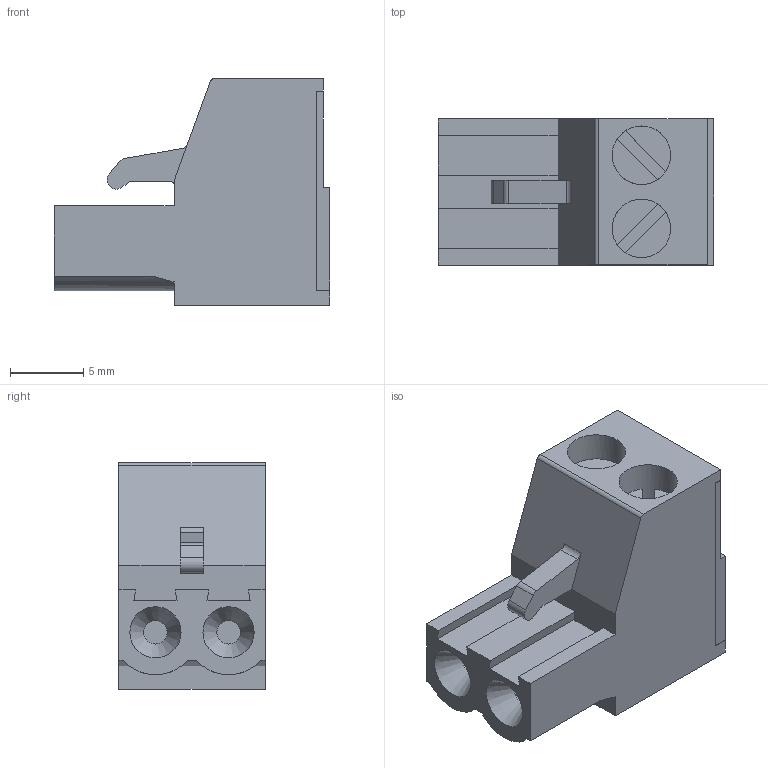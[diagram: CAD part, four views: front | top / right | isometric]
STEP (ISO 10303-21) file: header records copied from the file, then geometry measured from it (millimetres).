
FILE_DESCRIPTION( ( 'STEP AP214' ), '1' );
FILE_NAME( 'SH02-5.stp', ' ', ( ' ' ), ( ' ' ), 'PSStep 14.0', 'VISI 19.0', ' ' );
FILE_SCHEMA( ( 'AUTOMOTIVE_DESIGN { 1 0 10303 214 1 1 1 1 }' ) );
Length unit declared in the file: millimetre
Products named in the file (1): 1
Bounding box: 18.85 x 10 x 15.5 mm (x, y, z)
Volume: 1709.7 mm3; surface area: 1450.9 mm2
Topology: 1 solids, 1 shells, 92 faces, 244 edges, 160 vertices
Faces by surface type: plane 78, cylinder 12, cone 2
Full cylindrical faces by diameter (mm): 1.6 x2, 4 x2
Entity records: 3507 total; most frequent: CARTESIAN_POINT 483, ORIENTED_EDGE 468, DIRECTION 456, EDGE_CURVE 234, LINE 198, VECTOR 198, VERTEX_POINT 156, AXIS2_PLACEMENT_3D 129
